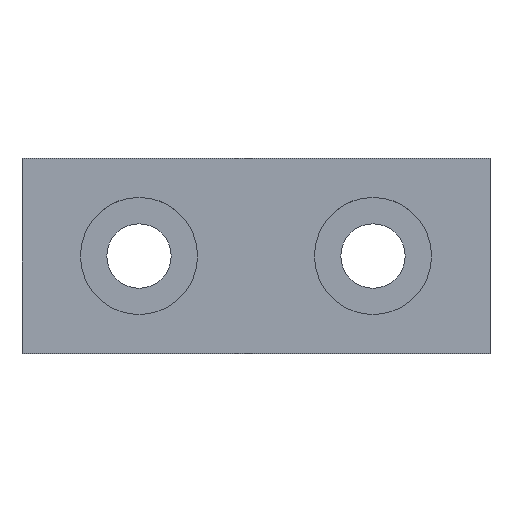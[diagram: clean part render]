
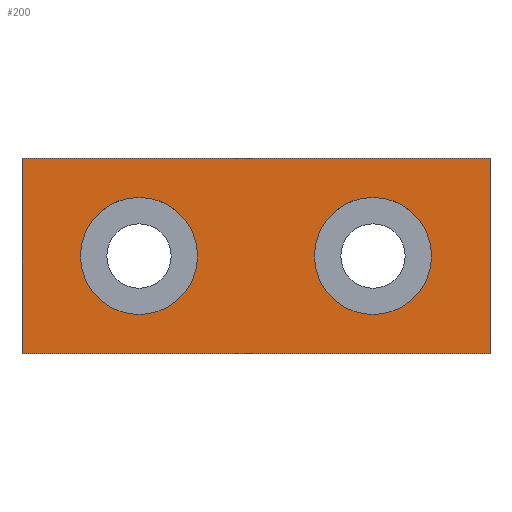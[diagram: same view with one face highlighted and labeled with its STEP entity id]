
A CAD part, top view. The second image highlights one B-rep face of the part: STEP entity #200.
In plain terms, the highlighted planar face has unit normal (0, 0, 1).
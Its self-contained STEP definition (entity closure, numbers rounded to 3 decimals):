
#23=FACE_BOUND('',#59,.T.);
#24=FACE_BOUND('',#60,.T.);
#29=CIRCLE('',#227,3.);
#31=CIRCLE('',#231,3.);
#42=FACE_OUTER_BOUND('',#58,.T.);
#58=EDGE_LOOP('',(#169,#170,#171,#172));
#59=EDGE_LOOP('',(#173));
#60=EDGE_LOOP('',(#174));
#68=LINE('',#313,#84);
#71=LINE('',#318,#87);
#76=LINE('',#343,#92);
#77=LINE('',#344,#93);
#84=VECTOR('',#252,10.);
#87=VECTOR('',#257,10.);
#92=VECTOR('',#288,10.);
#93=VECTOR('',#289,10.);
#101=VERTEX_POINT('',#310);
#102=VERTEX_POINT('',#312);
#103=VERTEX_POINT('',#316);
#106=VERTEX_POINT('',#328);
#108=VERTEX_POINT('',#335);
#110=VERTEX_POINT('',#342);
#118=EDGE_CURVE('',#102,#101,#68,.T.);
#121=EDGE_CURVE('',#101,#103,#71,.T.);
#126=EDGE_CURVE('',#106,#106,#29,.T.);
#129=EDGE_CURVE('',#108,#108,#31,.T.);
#132=EDGE_CURVE('',#103,#110,#76,.T.);
#133=EDGE_CURVE('',#110,#102,#77,.T.);
#169=ORIENTED_EDGE('',*,*,#121,.T.);
#170=ORIENTED_EDGE('',*,*,#132,.T.);
#171=ORIENTED_EDGE('',*,*,#133,.T.);
#172=ORIENTED_EDGE('',*,*,#118,.T.);
#173=ORIENTED_EDGE('',*,*,#126,.T.);
#174=ORIENTED_EDGE('',*,*,#129,.T.);
#188=PLANE('',#234);
#200=ADVANCED_FACE('',(#42,#23,#24),#188,.T.);
#227=AXIS2_PLACEMENT_3D('',#329,#270,#271);
#231=AXIS2_PLACEMENT_3D('',#336,#279,#280);
#234=AXIS2_PLACEMENT_3D('',#341,#286,#287);
#252=DIRECTION('',(1.,0.,0.));
#257=DIRECTION('',(0.,1.,0.));
#270=DIRECTION('center_axis',(0.,0.,-1.));
#271=DIRECTION('ref_axis',(-1.,0.,0.));
#279=DIRECTION('center_axis',(0.,0.,-1.));
#280=DIRECTION('ref_axis',(-1.,0.,0.));
#286=DIRECTION('center_axis',(0.,0.,1.));
#287=DIRECTION('ref_axis',(1.,0.,0.));
#288=DIRECTION('',(-1.,0.,0.));
#289=DIRECTION('',(0.,-1.,0.));
#310=CARTESIAN_POINT('',(12.,-5.,1.8));
#312=CARTESIAN_POINT('',(-12.,-5.,1.8));
#313=CARTESIAN_POINT('',(-12.,-5.,1.8));
#316=CARTESIAN_POINT('',(12.,5.,1.8));
#318=CARTESIAN_POINT('',(12.,-5.,1.8));
#328=CARTESIAN_POINT('',(9.,0.,1.8));
#329=CARTESIAN_POINT('Origin',(6.,0.,1.8));
#335=CARTESIAN_POINT('',(-3.,0.,1.8));
#336=CARTESIAN_POINT('Origin',(-6.,0.,1.8));
#341=CARTESIAN_POINT('Origin',(0.,0.,1.8));
#342=CARTESIAN_POINT('',(-12.,5.,1.8));
#343=CARTESIAN_POINT('',(12.,5.,1.8));
#344=CARTESIAN_POINT('',(-12.,5.,1.8));
